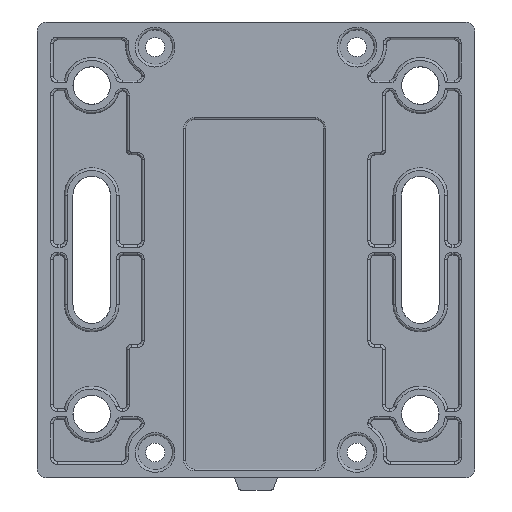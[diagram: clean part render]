
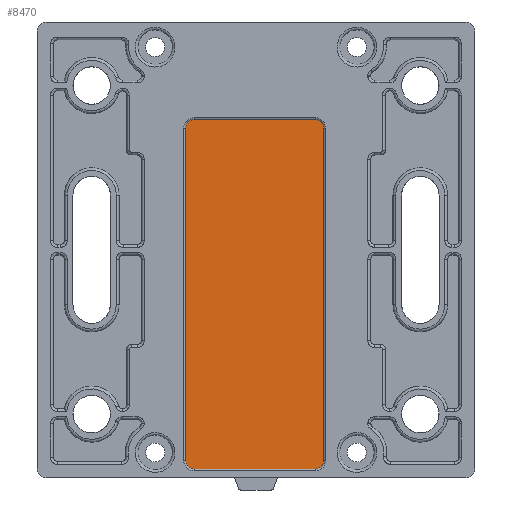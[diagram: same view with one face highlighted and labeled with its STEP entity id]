
A CAD part, front view. The second image highlights one B-rep face of the part: STEP entity #8470.
In plain terms, the highlighted planar face has unit normal (0, -1, 0).
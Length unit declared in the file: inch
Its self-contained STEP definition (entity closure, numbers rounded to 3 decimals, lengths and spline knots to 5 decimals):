
#671=CIRCLE('',#9116,0.03937);
#690=CIRCLE('',#9267,0.03937);
#692=CIRCLE('',#9288,0.03937);
#694=CIRCLE('',#9301,0.03937);
#1174=FACE_OUTER_BOUND('',#1704,.T.);
#1704=EDGE_LOOP('',(#7736,#7737,#7738,#7739,#7740,#7741,#7742,#7743));
#2279=LINE('',#19518,#2917);
#2368=LINE('',#19990,#3006);
#2426=LINE('',#20536,#3064);
#2433=LINE('',#20558,#3071);
#2917=VECTOR('',#11043,1.51706);
#3006=VECTOR('',#11286,0.55302);
#3064=VECTOR('',#11534,1.51706);
#3071=VECTOR('',#11567,0.55302);
#3926=VERTEX_POINT('',#19511);
#3927=VERTEX_POINT('',#19512);
#3928=VERTEX_POINT('',#19517);
#4007=VERTEX_POINT('',#19989);
#4041=VERTEX_POINT('',#20377);
#4047=VERTEX_POINT('',#20530);
#4048=VERTEX_POINT('',#20531);
#4050=VERTEX_POINT('',#20554);
#5044=EDGE_CURVE('',#3926,#3927,#671,.T.);
#5047=EDGE_CURVE('',#3927,#3928,#2279,.T.);
#5180=EDGE_CURVE('',#4007,#3926,#2368,.T.);
#5264=EDGE_CURVE('',#4041,#4007,#690,.T.);
#5286=EDGE_CURVE('',#4047,#4048,#692,.T.);
#5289=EDGE_CURVE('',#4048,#4041,#2426,.T.);
#5298=EDGE_CURVE('',#3928,#4050,#694,.T.);
#5300=EDGE_CURVE('',#4050,#4047,#2433,.T.);
#7736=ORIENTED_EDGE('',*,*,#5047,.T.);
#7737=ORIENTED_EDGE('',*,*,#5298,.T.);
#7738=ORIENTED_EDGE('',*,*,#5300,.T.);
#7739=ORIENTED_EDGE('',*,*,#5286,.T.);
#7740=ORIENTED_EDGE('',*,*,#5289,.T.);
#7741=ORIENTED_EDGE('',*,*,#5264,.T.);
#7742=ORIENTED_EDGE('',*,*,#5180,.T.);
#7743=ORIENTED_EDGE('',*,*,#5044,.T.);
#7986=PLANE('',#9307);
#8470=ADVANCED_FACE('',(#1174),#7986,.T.);
#9116=AXIS2_PLACEMENT_3D('',#19513,#11037,#11038);
#9267=AXIS2_PLACEMENT_3D('',#20378,#11476,#11477);
#9288=AXIS2_PLACEMENT_3D('',#20532,#11528,#11529);
#9301=AXIS2_PLACEMENT_3D('',#20555,#11562,#11563);
#9307=AXIS2_PLACEMENT_3D('',#20563,#11576,#11577);
#11037=DIRECTION('center_axis',(0.,-1.,0.));
#11038=DIRECTION('ref_axis',(1.,0.,0.));
#11043=DIRECTION('',(0.,0.,1.));
#11286=DIRECTION('',(1.,0.,0.));
#11476=DIRECTION('center_axis',(0.,-1.,0.));
#11477=DIRECTION('ref_axis',(0.,0.,-1.));
#11528=DIRECTION('center_axis',(0.,-1.,0.));
#11529=DIRECTION('ref_axis',(-1.,0.,0.));
#11534=DIRECTION('',(0.,0.,-1.));
#11562=DIRECTION('center_axis',(0.,-1.,0.));
#11563=DIRECTION('ref_axis',(0.,0.,1.));
#11567=DIRECTION('',(-1.,0.,0.));
#11576=DIRECTION('center_axis',(0.,-1.,0.));
#11577=DIRECTION('ref_axis',(0.,0.,-1.));
#19511=CARTESIAN_POINT('',(0.27047,0.02362,-1.00078));
#19512=CARTESIAN_POINT('',(0.30984,0.02362,-0.96141));
#19513=CARTESIAN_POINT('Origin',(0.27047,0.02362,-0.96141));
#19517=CARTESIAN_POINT('',(0.30984,0.02362,0.55565));
#19518=CARTESIAN_POINT('',(0.30984,0.02362,-0.96141));
#19989=CARTESIAN_POINT('',(-0.28255,0.02362,-1.00078));
#19990=CARTESIAN_POINT('',(-0.28255,0.02362,-1.00078));
#20377=CARTESIAN_POINT('',(-0.32192,0.02362,-0.96141));
#20378=CARTESIAN_POINT('Origin',(-0.28255,0.02362,-0.96141));
#20530=CARTESIAN_POINT('',(-0.28255,0.02362,0.59502));
#20531=CARTESIAN_POINT('',(-0.32192,0.02362,0.55565));
#20532=CARTESIAN_POINT('Origin',(-0.28255,0.02362,0.55565));
#20536=CARTESIAN_POINT('',(-0.32192,0.02362,0.55565));
#20554=CARTESIAN_POINT('',(0.27047,0.02362,0.59502));
#20555=CARTESIAN_POINT('Origin',(0.27047,0.02362,0.55565));
#20558=CARTESIAN_POINT('',(0.27047,0.02362,0.59502));
#20563=CARTESIAN_POINT('Origin',(0.,0.02362,0.));
